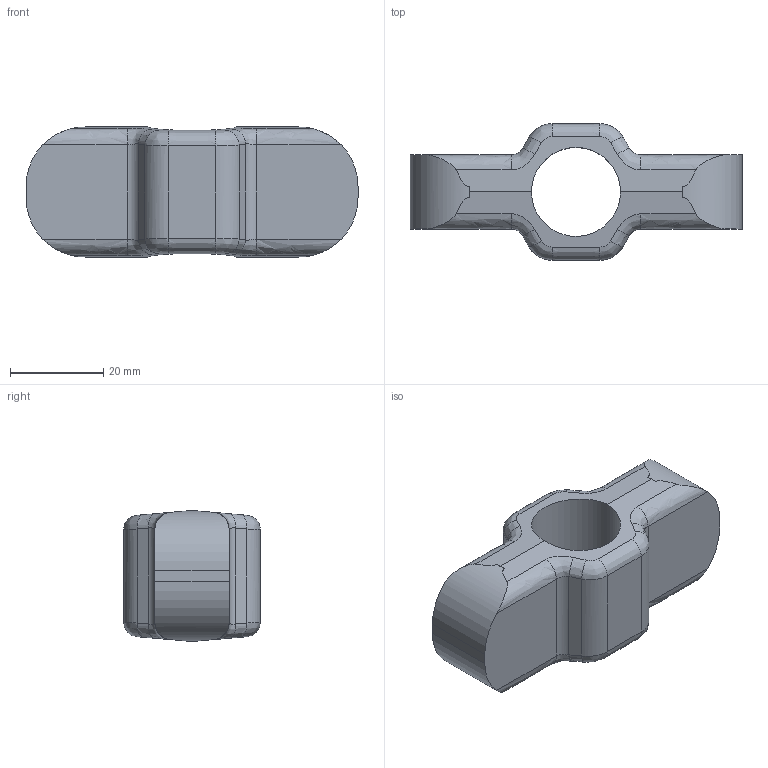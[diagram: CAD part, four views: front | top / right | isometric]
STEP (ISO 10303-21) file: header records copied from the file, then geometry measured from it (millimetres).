
FILE_DESCRIPTION (( 'STEP AP214' ), '1' );
FILE_NAME ('PHHW0.75T304SA 161117.STEP', '2017-11-16T16:35:50', ( 'admin' ), ( '' ), 'SwSTEP 2.0', 'SolidWorks 2013', '' );
FILE_SCHEMA (( 'AUTOMOTIVE_DESIGN' ));
Length unit declared in the file: inch
Products named in the file (1): PHHW0.75T304SA 161117
Bounding box: 71.12 x 29.21 x 28.06 mm (x, y, z)
Volume: 27657.3 mm3; surface area: 7907.9 mm2
Topology: 1 solids, 1 shells, 69 faces, 173 edges, 104 vertices
Faces by surface type: bspline 36, plane 20, cylinder 13
Full cylindrical faces by diameter (mm): 19.05 x1
Entity records: 2826 total; most frequent: CARTESIAN_POINT 1586, ORIENTED_EDGE 344, EDGE_CURVE 172, DIRECTION 124, VERTEX_POINT 104, B_SPLINE_CURVE_WITH_KNOTS 80, FACE_OUTER_BOUND 70, EDGE_LOOP 70
